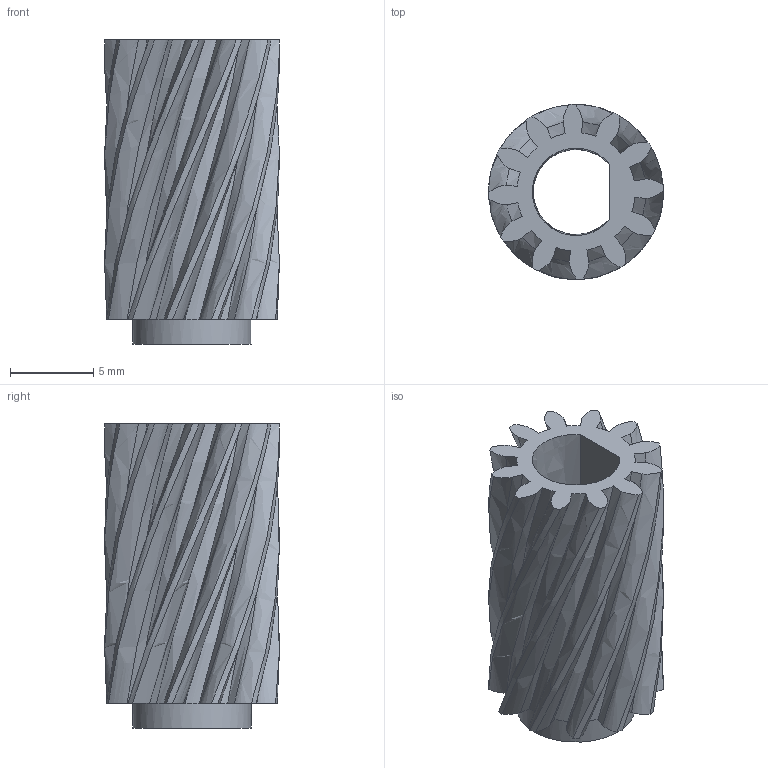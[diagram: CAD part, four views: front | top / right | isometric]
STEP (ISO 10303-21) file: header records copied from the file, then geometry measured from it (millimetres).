
FILE_DESCRIPTION(/* description */ ('Spur Gear; Module: 0.75; Num Teeth: 12; Pressure Angle: 20.0; Backlash: 0.125 mm'),/* implementation_level */ '2;1');
FILE_NAME(/* name */ 'InputGearHel.step',/* time_stamp */ '2023-11-23T20:41:19-05:00',/* author */ (''),/* organization */ (''),/* preprocessor_version */ 'ST-DEVELOPER v20',/* originating_system */ 'Autodesk Translation Framework v12.14.0.127',/* authorisation */ '');
FILE_SCHEMA (('AUTOMOTIVE_DESIGN { 1 0 10303 214 3 1 1 }'));
Length unit declared in the file: millimetre
Products named in the file (1): InputGearHel
Bounding box: 10.5 x 10.5 x 18.25 mm (x, y, z)
Volume: 685 mm3; surface area: 1433.8 mm2
Topology: 1 solids, 1 shells, 90 faces, 240 edges, 152 vertices
Faces by surface type: bspline 73, plane 15, cylinder 2
Full cylindrical faces by diameter (mm): 7.098 x1
Entity records: 11298 total; most frequent: CARTESIAN_POINT 9430, ORIENTED_EDGE 480, EDGE_CURVE 240, DIRECTION 219, VERTEX_POINT 152, B_SPLINE_CURVE_WITH_KNOTS 122, EDGE_LOOP 92, FACE_OUTER_BOUND 90
